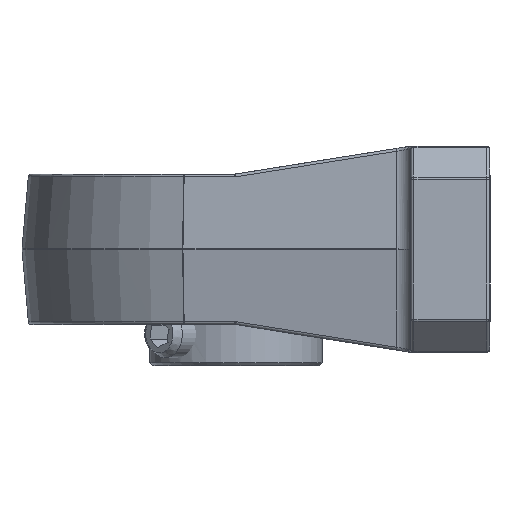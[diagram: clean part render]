
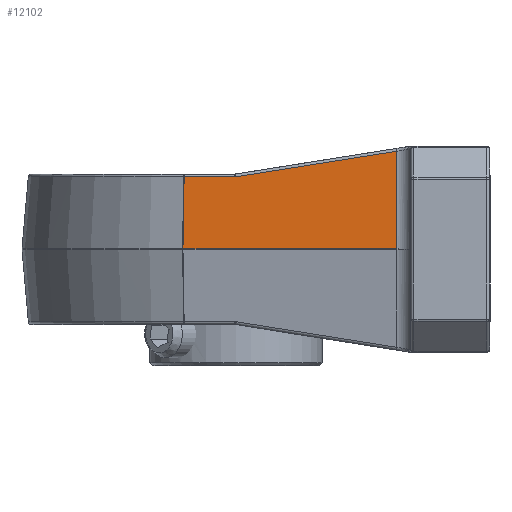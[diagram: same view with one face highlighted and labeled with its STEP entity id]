
A CAD part, left-side view. The second image highlights one B-rep face of the part: STEP entity #12102.
In plain terms, the highlighted planar face has unit normal (-0.988, 0.125, 0.087).
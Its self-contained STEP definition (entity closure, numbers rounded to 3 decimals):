
#267=ELLIPSE('',#13205,0.405,0.4);
#452=PLANE('',#13540);
#902=LINE('',#23090,#1551);
#911=LINE('',#23295,#1560);
#914=LINE('',#23302,#1563);
#1034=LINE('',#24426,#1683);
#1551=VECTOR('',#15442,10.);
#1560=VECTOR('',#15571,10.);
#1563=VECTOR('',#15578,10.);
#1683=VECTOR('',#16356,10.);
#2282=B_SPLINE_CURVE_WITH_KNOTS('',3,(#23174,#23175,#23176,#23177),
 .UNSPECIFIED.,.F.,.F.,(4,4),(-0.658,-0.201),
 .UNSPECIFIED.);
#3366=FACE_OUTER_BOUND('',#4202,.T.);
#4202=EDGE_LOOP('',(#10403,#10404,#10405,#10406,#10407,#10408));
#5688=VERTEX_POINT('',#23030);
#5691=VERTEX_POINT('',#23084);
#5705=VERTEX_POINT('',#23150);
#5722=VERTEX_POINT('',#23266);
#5724=VERTEX_POINT('',#23290);
#5725=VERTEX_POINT('',#23298);
#7082=EDGE_CURVE('',#5691,#5688,#902,.T.);
#7107=EDGE_CURVE('',#5688,#5705,#2282,.T.);
#7134=EDGE_CURVE('',#5724,#5722,#267,.T.);
#7136=EDGE_CURVE('',#5705,#5724,#911,.T.);
#7140=EDGE_CURVE('',#5722,#5725,#914,.T.);
#7433=EDGE_CURVE('',#5725,#5691,#1034,.T.);
#10403=ORIENTED_EDGE('',*,*,#7082,.F.);
#10404=ORIENTED_EDGE('',*,*,#7433,.F.);
#10405=ORIENTED_EDGE('',*,*,#7140,.F.);
#10406=ORIENTED_EDGE('',*,*,#7134,.F.);
#10407=ORIENTED_EDGE('',*,*,#7136,.F.);
#10408=ORIENTED_EDGE('',*,*,#7107,.F.);
#12102=ADVANCED_FACE('',(#3366),#452,.T.);
#13205=AXIS2_PLACEMENT_3D('',#23292,#15565,#15566);
#13540=AXIS2_PLACEMENT_3D('',#24428,#16359,#16360);
#15442=DIRECTION('',(0.125,0.992,0.));
#15565=DIRECTION('center_axis',(-0.988,0.125,0.087));
#15566=DIRECTION('ref_axis',(-0.152,-0.81,-0.566));
#15571=DIRECTION('',(-0.125,-0.992,0.));
#15578=DIRECTION('',(-0.11,-0.982,0.155));
#16356=DIRECTION('',(-0.088,0.,-0.996));
#16359=DIRECTION('center_axis',(-0.988,0.125,0.087));
#16360=DIRECTION('ref_axis',(0.088,0.,0.996));
#23030=CARTESIAN_POINT('',(-13.077,3.34,0.017));
#23084=CARTESIAN_POINT('',(-14.781,-10.168,0.017));
#23090=CARTESIAN_POINT('',(-13.698,-1.58,0.017));
#23150=CARTESIAN_POINT('',(-12.685,3.265,4.567));
#23174=CARTESIAN_POINT('Ctrl Pts',(-13.077,3.34,0.017));
#23175=CARTESIAN_POINT('Ctrl Pts',(-12.947,3.315,1.534));
#23176=CARTESIAN_POINT('Ctrl Pts',(-12.816,3.29,3.051));
#23177=CARTESIAN_POINT('Ctrl Pts',(-12.685,3.265,4.567));
#23266=CARTESIAN_POINT('',(-13.098,-0.016,4.579));
#23290=CARTESIAN_POINT('',(-13.087,0.08,4.567));
#23292=CARTESIAN_POINT('Origin',(-13.052,0.08,4.967));
#23295=CARTESIAN_POINT('',(-13.097,-0.002,4.567));
#23298=CARTESIAN_POINT('',(-14.237,-10.168,6.187));
#23302=CARTESIAN_POINT('',(-13.475,-3.371,5.111));
#24426=CARTESIAN_POINT('',(-14.636,-10.168,1.667));
#24428=CARTESIAN_POINT('Origin',(-13.417,-1.616,3.25));
